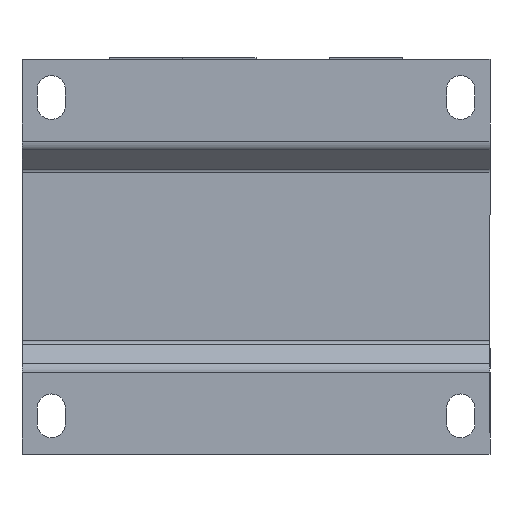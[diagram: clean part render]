
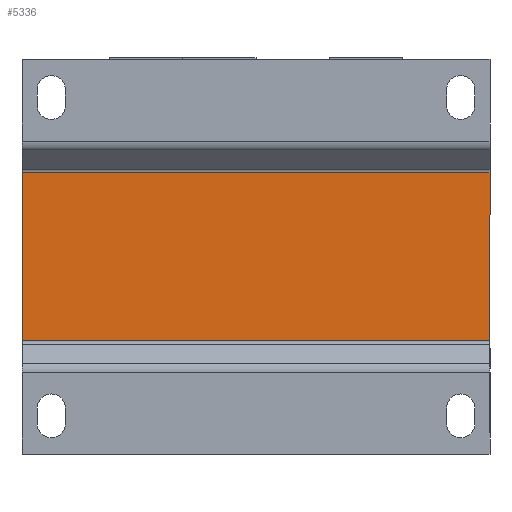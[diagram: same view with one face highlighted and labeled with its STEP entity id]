
A CAD part, front view. The second image highlights one B-rep face of the part: STEP entity #5336.
In plain terms, the highlighted planar face has unit normal (0, -1, 0).
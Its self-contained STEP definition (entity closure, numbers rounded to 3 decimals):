
#40 = CARTESIAN_POINT ( 'NONE',  ( 48., -41.5, -17.25 ) ) ;
#169 = FACE_OUTER_BOUND ( 'NONE', #6950, .T. ) ;
#997 = DIRECTION ( 'NONE',  ( 0., 0., 1. ) ) ;
#1333 = VERTEX_POINT ( 'NONE', #7982 ) ;
#1338 = ORIENTED_EDGE ( 'NONE', *, *, #5821, .F. ) ;
#1671 = CARTESIAN_POINT ( 'NONE',  ( 0., -41.5, 0. ) ) ;
#1787 = LINE ( 'NONE', #4508, #2072 ) ;
#1913 = ORIENTED_EDGE ( 'NONE', *, *, #3597, .F. ) ;
#2072 = VECTOR ( 'NONE', #5796, 1000. ) ;
#2288 = CARTESIAN_POINT ( 'NONE',  ( -48., -41.5, -17.25 ) ) ;
#2356 = CARTESIAN_POINT ( 'NONE',  ( 0., -41.5, -17.25 ) ) ;
#2455 = LINE ( 'NONE', #7997, #5698 ) ;
#2883 = DIRECTION ( 'NONE',  ( 0., 1., 0. ) ) ;
#3013 = VERTEX_POINT ( 'NONE', #3502 ) ;
#3401 = VECTOR ( 'NONE', #8183, 1000. ) ;
#3502 = CARTESIAN_POINT ( 'NONE',  ( -48., -41.5, 17.25 ) ) ;
#3597 = EDGE_CURVE ( 'Defeature ausgef�hrt1_112+Defeature ausgef�hrt1_92+Defeature ausgef�hrt1_110+Defeature ausgef�hrt1_111', #3013, #1333, #4758, .T. ) ;
#4508 = CARTESIAN_POINT ( 'NONE',  ( 48., -41.5, -40.5 ) ) ;
#4758 = LINE ( 'NONE', #7850, #7364 ) ;
#5008 = EDGE_CURVE ( 'Defeature ausgef�hrt1_91+Defeature ausgef�hrt1_92+Defeature ausgef�hrt1_111+Defeature ausgef�hrt1_98', #1333, #5033, #1787, .T. ) ;
#5033 = VERTEX_POINT ( 'NONE', #40 ) ;
#5336 = ADVANCED_FACE ( 'Defeature ausgef�hrt1_92', ( #169 ), #7425, .F. ) ;
#5698 = VECTOR ( 'NONE', #997, 1000. ) ;
#5796 = DIRECTION ( 'NONE',  ( 0., 0., -1. ) ) ;
#5821 = EDGE_CURVE ( 'Defeature ausgef�hrt1_90+Defeature ausgef�hrt1_92+Defeature ausgef�hrt1_97+Defeature ausgef�hrt1_110', #5897, #3013, #2455, .T. ) ;
#5897 = VERTEX_POINT ( 'NONE', #2288 ) ;
#6950 = EDGE_LOOP ( 'NONE', ( #1913, #1338, #7544, #7944 ) ) ;
#7142 = LINE ( 'NONE', #2356, #3401 ) ;
#7194 = DIRECTION ( 'NONE',  ( 1., 0., 0. ) ) ;
#7364 = VECTOR ( 'NONE', #7194, 1000. ) ;
#7397 = DIRECTION ( 'NONE',  ( -1., 0., 0. ) ) ;
#7425 = PLANE ( 'NONE',  #7519 ) ;
#7519 = AXIS2_PLACEMENT_3D ( 'NONE', #1671, #2883, #7397 ) ;
#7544 = ORIENTED_EDGE ( 'NONE', *, *, #8092, .T. ) ;
#7850 = CARTESIAN_POINT ( 'NONE',  ( 0., -41.5, 17.25 ) ) ;
#7944 = ORIENTED_EDGE ( 'NONE', *, *, #5008, .F. ) ;
#7982 = CARTESIAN_POINT ( 'NONE',  ( 48., -41.5, 17.25 ) ) ;
#7997 = CARTESIAN_POINT ( 'NONE',  ( -48., -41.5, -40.5 ) ) ;
#8092 = EDGE_CURVE ( 'Defeature ausgef�hrt1_92+Defeature ausgef�hrt1_99+Defeature ausgef�hrt1_90+Defeature ausgef�hrt1_91', #5897, #5033, #7142, .T. ) ;
#8183 = DIRECTION ( 'NONE',  ( 1., 0., 0. ) ) ;
